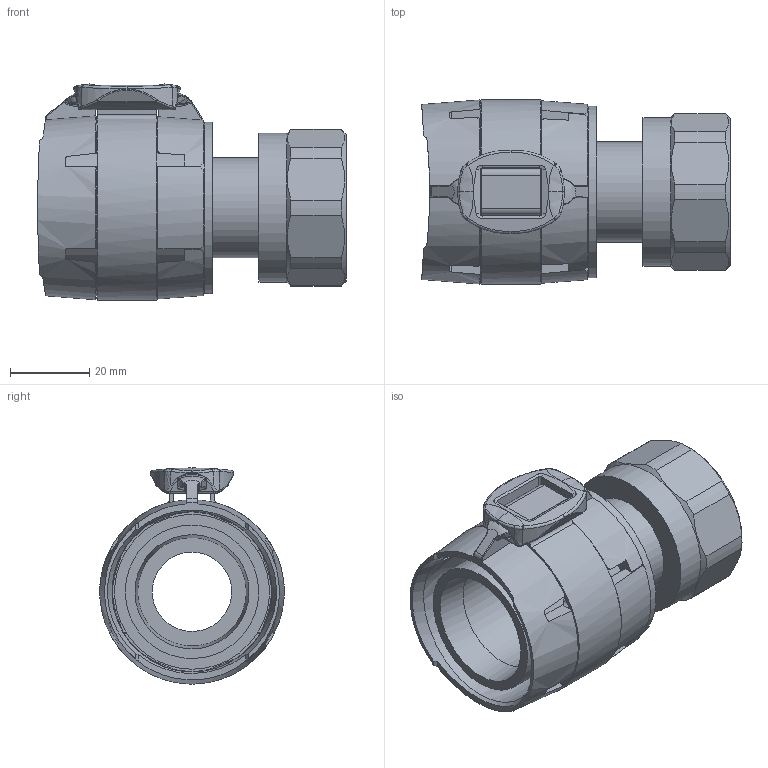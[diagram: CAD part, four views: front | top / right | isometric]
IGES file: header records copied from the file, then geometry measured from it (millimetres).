
Global section: file name: 620674; native system: Autodesk Inventor 2023; preprocessor: unknown; author: JANAN; date: 20250930.155010; units: millimetre
Bounding box: 77.75 x 46.47 x 54.44 mm (x, y, z)
Volume: 45914.2 mm3; surface area: 36680.9 mm2
Topology: 4 solids, 4 shells, 472 faces, 1280 edges, 820 vertices
Faces by surface type: bspline 472
